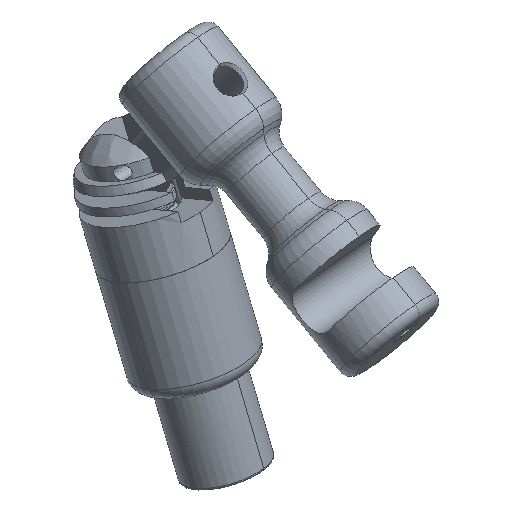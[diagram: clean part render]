
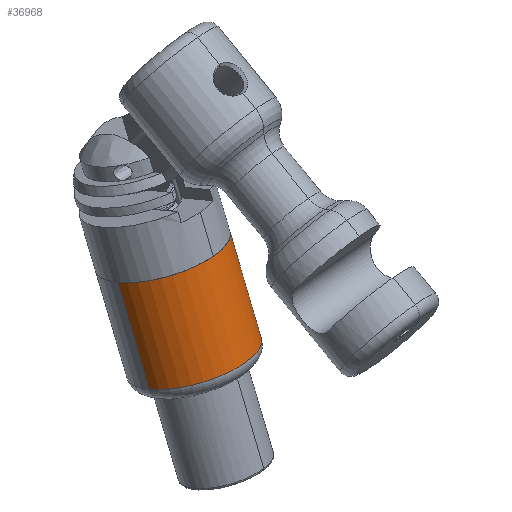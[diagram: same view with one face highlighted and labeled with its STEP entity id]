
A CAD part, isometric view. The second image highlights one B-rep face of the part: STEP entity #36968.
In plain terms, the highlighted cylindrical face has radius 8.5 mm (diameter 17 mm), a partial arc.
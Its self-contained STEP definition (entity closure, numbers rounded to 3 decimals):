
#172 = EDGE_CURVE ( 'NONE', #15152, #17561, #25746, .T. ) ;
#3191 = DIRECTION ( 'NONE',  ( -1., 0., 0. ) ) ;
#5444 = DIRECTION ( 'NONE',  ( 1., 0., 0. ) ) ;
#6206 = EDGE_LOOP ( 'NONE', ( #34604, #26212, #26702, #28179, #37261 ) ) ;
#6473 = DIRECTION ( 'NONE',  ( 0., 0., 1. ) ) ;
#7191 = CARTESIAN_POINT ( 'NONE',  ( 1.36, -0.974, -8.444 ) ) ;
#7280 = AXIS2_PLACEMENT_3D ( 'NONE', #9993, #3191, #6473 ) ;
#7455 = FACE_OUTER_BOUND ( 'NONE', #6206, .T. ) ;
#7656 = CARTESIAN_POINT ( 'NONE',  ( 0.097, 0., -8.5 ) ) ;
#9844 = VERTEX_POINT ( 'NONE', #44267 ) ;
#9993 = CARTESIAN_POINT ( 'NONE',  ( 14.597, 0., 0. ) ) ;
#10244 = CARTESIAN_POINT ( 'NONE',  ( 0.097, -0.132, -8.5 ) ) ;
#11183 = CARTESIAN_POINT ( 'NONE',  ( 2.071, -0.262, -8.497 ) ) ;
#13757 = CARTESIAN_POINT ( 'NONE',  ( 2.097, -0.132, -8.5 ) ) ;
#14035 = DIRECTION ( 'NONE',  ( 0., 0., 1. ) ) ;
#14730 = VECTOR ( 'NONE', #39408, 1000. ) ;
#15152 = VERTEX_POINT ( 'NONE', #40918 ) ;
#15170 = DIRECTION ( 'NONE',  ( -1., 0., 0. ) ) ;
#15526 = CIRCLE ( 'NONE', #7280, 8.5 ) ;
#16479 = VERTEX_POINT ( 'NONE', #40006 ) ;
#17020 = EDGE_CURVE ( 'NONE', #17561, #16479, #24198, .T. ) ;
#17561 = VERTEX_POINT ( 'NONE', #40718 ) ;
#17985 = CARTESIAN_POINT ( 'NONE',  ( 1.971, -0.504, -8.486 ) ) ;
#18878 = VERTEX_POINT ( 'NONE', #43740 ) ;
#21707 = B_SPLINE_CURVE_WITH_KNOTS ( 'NONE', 3,
 ( #39364, #13757, #11183, #17985, #39135, #32543, #42434, #7191, #24568, #28790, #39602, #21746, #29019, #43365, #25507, #39840, #10244, #7656 ),
 .UNSPECIFIED., .F., .F.,
 ( 4, 2, 2, 2, 2, 2, 2, 2, 4 ),
 ( 0., 0., 0.001, 0.001, 0.002, 0.002, 0.002, 0.003, 0.003 ),
 .UNSPECIFIED. ) ;
#21746 = CARTESIAN_POINT ( 'NONE',  ( 0.594, -0.874, -8.455 ) ) ;
#24198 = CIRCLE ( 'NONE', #27951, 8.5 ) ;
#24568 = CARTESIAN_POINT ( 'NONE',  ( 1.228, -1., -8.441 ) ) ;
#25507 = CARTESIAN_POINT ( 'NONE',  ( 0.224, -0.504, -8.486 ) ) ;
#25746 = LINE ( 'NONE', #39362, #28308 ) ;
#26212 = ORIENTED_EDGE ( 'NONE', *, *, #37829, .F. ) ;
#26702 = ORIENTED_EDGE ( 'NONE', *, *, #43281, .T. ) ;
#27951 = AXIS2_PLACEMENT_3D ( 'NONE', #30104, #5444, #31020 ) ;
#28123 = CYLINDRICAL_SURFACE ( 'NONE', #33430, 8.5 ) ;
#28179 = ORIENTED_EDGE ( 'NONE', *, *, #172, .T. ) ;
#28308 = VECTOR ( 'NONE', #15170, 1000. ) ;
#28605 = CARTESIAN_POINT ( 'NONE',  ( 0., 0., -8.5 ) ) ;
#28790 = CARTESIAN_POINT ( 'NONE',  ( 0.967, -1., -8.441 ) ) ;
#29019 = CARTESIAN_POINT ( 'NONE',  ( 0.484, -0.801, -8.463 ) ) ;
#30104 = CARTESIAN_POINT ( 'NONE',  ( 0.097, 0., 0. ) ) ;
#31020 = DIRECTION ( 'NONE',  ( 0., 0., -1. ) ) ;
#32543 = CARTESIAN_POINT ( 'NONE',  ( 1.712, -0.799, -8.463 ) ) ;
#33430 = AXIS2_PLACEMENT_3D ( 'NONE', #39635, #42232, #14035 ) ;
#34604 = ORIENTED_EDGE ( 'NONE', *, *, #39161, .F. ) ;
#36968 = ADVANCED_FACE ( 'NONE', ( #7455 ), #28123, .T. ) ;
#37261 = ORIENTED_EDGE ( 'NONE', *, *, #17020, .T. ) ;
#37829 = EDGE_CURVE ( 'NONE', #9844, #18878, #43408, .T. ) ;
#39135 = CARTESIAN_POINT ( 'NONE',  ( 1.896, -0.615, -8.478 ) ) ;
#39161 = EDGE_CURVE ( 'NONE', #18878, #16479, #21707, .T. ) ;
#39362 = CARTESIAN_POINT ( 'NONE',  ( 0., 0., 8.5 ) ) ;
#39364 = CARTESIAN_POINT ( 'NONE',  ( 2.097, 0., -8.5 ) ) ;
#39408 = DIRECTION ( 'NONE',  ( -1., 0., 0. ) ) ;
#39602 = CARTESIAN_POINT ( 'NONE',  ( 0.836, -0.974, -8.444 ) ) ;
#39635 = CARTESIAN_POINT ( 'NONE',  ( 0., 0., 0. ) ) ;
#39840 = CARTESIAN_POINT ( 'NONE',  ( 0.123, -0.262, -8.497 ) ) ;
#40006 = CARTESIAN_POINT ( 'NONE',  ( 0.097, 0., -8.5 ) ) ;
#40718 = CARTESIAN_POINT ( 'NONE',  ( 0.097, 0., 8.5 ) ) ;
#40918 = CARTESIAN_POINT ( 'NONE',  ( 14.597, 0., 8.5 ) ) ;
#42232 = DIRECTION ( 'NONE',  ( -1., 0., 0. ) ) ;
#42434 = CARTESIAN_POINT ( 'NONE',  ( 1.601, -0.874, -8.455 ) ) ;
#43281 = EDGE_CURVE ( 'NONE', #9844, #15152, #15526, .T. ) ;
#43365 = CARTESIAN_POINT ( 'NONE',  ( 0.297, -0.614, -8.478 ) ) ;
#43408 = LINE ( 'NONE', #28605, #14730 ) ;
#43740 = CARTESIAN_POINT ( 'NONE',  ( 2.097, 0., -8.5 ) ) ;
#44267 = CARTESIAN_POINT ( 'NONE',  ( 14.597, 0., -8.5 ) ) ;
